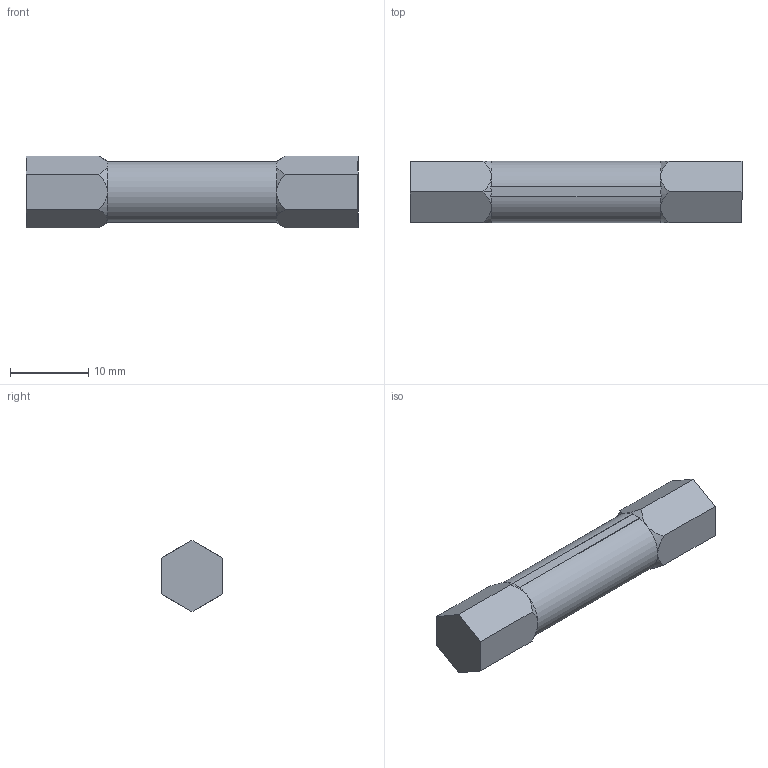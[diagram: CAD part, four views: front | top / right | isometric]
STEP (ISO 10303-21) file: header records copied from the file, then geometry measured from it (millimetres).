
FILE_DESCRIPTION (( 'STEP AP214' ), '1' );
FILE_NAME ('Southco-E6-10-301-20_E6_HINGE_PIN_CLF.STEP', '2021-07-25T19:35:03', ( '' ), ( '' ), 'SwSTEP 2.0', 'SolidWorks 2020', '' );
FILE_SCHEMA (( 'AUTOMOTIVE_DESIGN' ));
Length unit declared in the file: millimetre
Products named in the file (1): Southco-E6-10-301-20_E6_HINGE_PIN_CLF
Bounding box: 42.55 x 7.92 x 9.15 mm (x, y, z)
Volume: 2201.7 mm3; surface area: 1225.7 mm2
Topology: 1 solids, 1 shells, 35 faces, 86 edges, 53 vertices
Faces by surface type: plane 20, cone 13, cylinder 2
Entity records: 1185 total; most frequent: CARTESIAN_POINT 388, ORIENTED_EDGE 172, DIRECTION 137, EDGE_CURVE 86, VERTEX_POINT 53, AXIS2_PLACEMENT_3D 52, B_SPLINE_CURVE_WITH_KNOTS 37, ADVANCED_FACE 35
